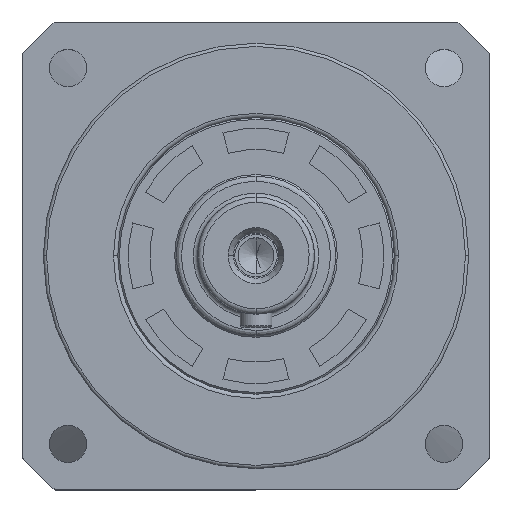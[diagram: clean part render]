
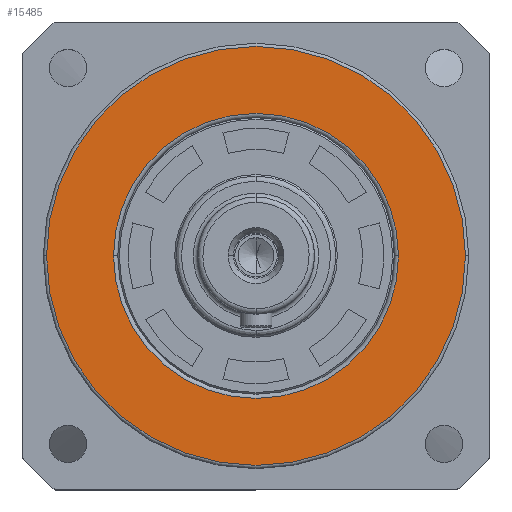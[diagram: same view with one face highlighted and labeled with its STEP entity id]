
A CAD part, top view. The second image highlights one B-rep face of the part: STEP entity #15485.
In plain terms, the highlighted planar face has unit normal (0, 0, 1).
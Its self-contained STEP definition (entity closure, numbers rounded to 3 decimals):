
#3674 = DIRECTION ( 'NONE',  ( 0., 0., -1. ) ) ;
#6421 = ORIENTED_EDGE ( 'NONE', *, *, #51106, .T. ) ;
#6666 = VERTEX_POINT ( 'NONE', #36332 ) ;
#7516 = DIRECTION ( 'NONE',  ( 1., 0., 0. ) ) ;
#7582 = DIRECTION ( 'NONE',  ( 0., 0., -1. ) ) ;
#7620 = CARTESIAN_POINT ( 'NONE',  ( 0., 0., 44.5 ) ) ;
#7661 = AXIS2_PLACEMENT_3D ( 'NONE', #7620, #7582, #7516 ) ;
#11676 = FACE_BOUND ( 'NONE', #15634, .T. ) ;
#11906 = AXIS2_PLACEMENT_3D ( 'NONE', #48976, #48439, #48272 ) ;
#11993 = EDGE_CURVE ( 'NONE', #33371, #6666, #40910, .T. ) ;
#15081 = ORIENTED_EDGE ( 'NONE', *, *, #11993, .F. ) ;
#15485 = ADVANCED_FACE ( 'NONE', ( #33743, #11676 ), #50257, .T. ) ;
#15634 = EDGE_LOOP ( 'NONE', ( #6421, #42354 ) ) ;
#16640 = VERTEX_POINT ( 'NONE', #50191 ) ;
#18377 = AXIS2_PLACEMENT_3D ( 'NONE', #28491, #3674, #32689 ) ;
#20223 = CARTESIAN_POINT ( 'NONE',  ( -39.4, 0., 44.5 ) ) ;
#21603 = AXIS2_PLACEMENT_3D ( 'NONE', #26039, #26001, #25938 ) ;
#25938 = DIRECTION ( 'NONE',  ( 1., 0., 0. ) ) ;
#25962 = AXIS2_PLACEMENT_3D ( 'NONE', #33535, #33524, #33484 ) ;
#26001 = DIRECTION ( 'NONE',  ( 0., 0., -1. ) ) ;
#26039 = CARTESIAN_POINT ( 'NONE',  ( 0., 0., 44.5 ) ) ;
#28491 = CARTESIAN_POINT ( 'NONE',  ( 0., 0., 44.5 ) ) ;
#29093 = EDGE_CURVE ( 'NONE', #6666, #33371, #45285, .T. ) ;
#29716 = CARTESIAN_POINT ( 'NONE',  ( 26.8, 0., 44.5 ) ) ;
#32689 = DIRECTION ( 'NONE',  ( 1., 0., 0. ) ) ;
#33371 = VERTEX_POINT ( 'NONE', #20223 ) ;
#33484 = DIRECTION ( 'NONE',  ( 1., 0., 0. ) ) ;
#33524 = DIRECTION ( 'NONE',  ( 0., 0., -1. ) ) ;
#33535 = CARTESIAN_POINT ( 'NONE',  ( 0., 0., 44.5 ) ) ;
#33743 = FACE_OUTER_BOUND ( 'NONE', #38106, .T. ) ;
#35518 = VERTEX_POINT ( 'NONE', #29716 ) ;
#36332 = CARTESIAN_POINT ( 'NONE',  ( 39.4, 0., 44.5 ) ) ;
#36561 = CIRCLE ( 'NONE', #18377, 26.8 ) ;
#38106 = EDGE_LOOP ( 'NONE', ( #40662, #15081 ) ) ;
#40115 = EDGE_CURVE ( 'NONE', #16640, #35518, #43284, .T. ) ;
#40662 = ORIENTED_EDGE ( 'NONE', *, *, #29093, .F. ) ;
#40910 = CIRCLE ( 'NONE', #7661, 39.4 ) ;
#42354 = ORIENTED_EDGE ( 'NONE', *, *, #40115, .T. ) ;
#43284 = CIRCLE ( 'NONE', #25962, 26.8 ) ;
#45285 = CIRCLE ( 'NONE', #21603, 39.4 ) ;
#48272 = DIRECTION ( 'NONE',  ( 1., 0., 0. ) ) ;
#48439 = DIRECTION ( 'NONE',  ( 0., 0., 1. ) ) ;
#48976 = CARTESIAN_POINT ( 'NONE',  ( 0., 0., 44.5 ) ) ;
#50191 = CARTESIAN_POINT ( 'NONE',  ( -26.8, 0., 44.5 ) ) ;
#50257 = PLANE ( 'NONE',  #11906 ) ;
#51106 = EDGE_CURVE ( 'NONE', #35518, #16640, #36561, .T. ) ;
